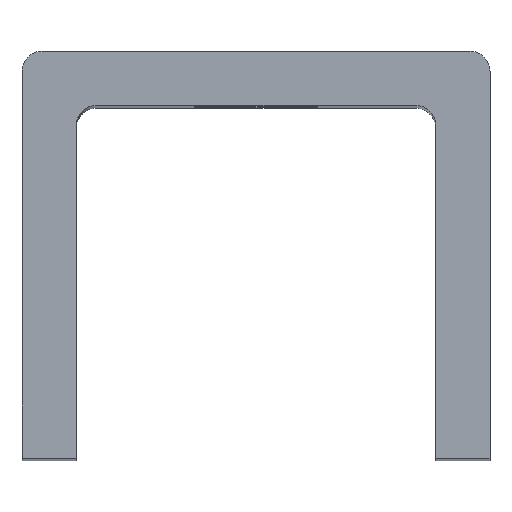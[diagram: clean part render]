
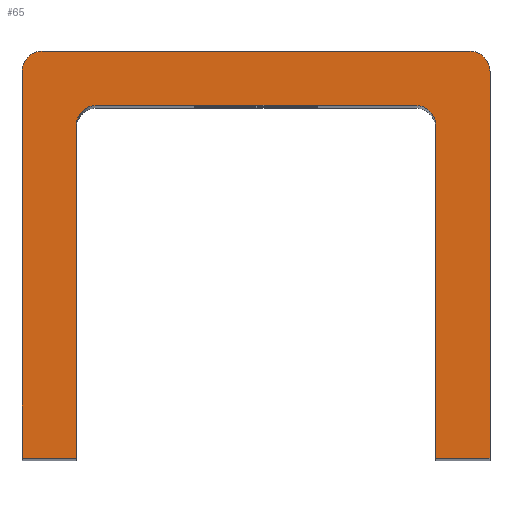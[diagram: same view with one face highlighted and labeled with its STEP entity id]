
A CAD part, top view. The second image highlights one B-rep face of the part: STEP entity #65.
In plain terms, the highlighted planar face has unit normal (0, 0, 1).
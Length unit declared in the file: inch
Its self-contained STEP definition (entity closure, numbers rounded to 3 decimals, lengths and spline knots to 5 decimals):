
#65=ADVANCED_FACE('',(#148),#149,.T.);
#148=FACE_OUTER_BOUND('',#289,.T.);
#149=PLANE('',#290);
#289=EDGE_LOOP('',(#504,#505,#506,#507,#508,#509,#510,#511,#512,#513,#514,#515));
#290=AXIS2_PLACEMENT_3D('',#516,#517,#518);
#504=ORIENTED_EDGE('',*,*,#733,.F.);
#505=ORIENTED_EDGE('',*,*,#734,.F.);
#506=ORIENTED_EDGE('',*,*,#735,.F.);
#507=ORIENTED_EDGE('',*,*,#736,.F.);
#508=ORIENTED_EDGE('',*,*,#737,.F.);
#509=ORIENTED_EDGE('',*,*,#738,.F.);
#510=ORIENTED_EDGE('',*,*,#708,.F.);
#511=ORIENTED_EDGE('',*,*,#739,.F.);
#512=ORIENTED_EDGE('',*,*,#740,.F.);
#513=ORIENTED_EDGE('',*,*,#741,.F.);
#514=ORIENTED_EDGE('',*,*,#723,.F.);
#515=ORIENTED_EDGE('',*,*,#742,.F.);
#516=CARTESIAN_POINT('',(1.07813,1.13048,7.25));
#517=DIRECTION('',(0.0,0.0,1.0));
#518=DIRECTION('',(1.0,0.0,0.0));
#708=EDGE_CURVE('',#823,#824,#825,.T.);
#723=EDGE_CURVE('',#850,#851,#852,.T.);
#733=EDGE_CURVE('',#868,#869,#870,.T.);
#734=EDGE_CURVE('',#871,#868,#872,.T.);
#735=EDGE_CURVE('',#873,#871,#874,.T.);
#736=EDGE_CURVE('',#875,#873,#876,.T.);
#737=EDGE_CURVE('',#877,#875,#878,.T.);
#738=EDGE_CURVE('',#824,#877,#879,.T.);
#739=EDGE_CURVE('',#880,#823,#881,.T.);
#740=EDGE_CURVE('',#882,#880,#883,.T.);
#741=EDGE_CURVE('',#851,#882,#884,.T.);
#742=EDGE_CURVE('',#869,#850,#885,.T.);
#823=VERTEX_POINT('',#994);
#824=VERTEX_POINT('',#995);
#825=B_SPLINE_CURVE_WITH_KNOTS('',3,(#996,#997,#998,#999),.UNSPECIFIED.,.F.,.F.,(4,4),(0.0,1.0),.UNSPECIFIED.);
#850=VERTEX_POINT('',#1061);
#851=VERTEX_POINT('',#1062);
#852=B_SPLINE_CURVE_WITH_KNOTS('',3,(#1063,#1064,#1065,#1066),.UNSPECIFIED.,.F.,.F.,(4,4),(0.0,1.0),.UNSPECIFIED.);
#868=VERTEX_POINT('',#1103);
#869=VERTEX_POINT('',#1104);
#870=B_SPLINE_CURVE_WITH_KNOTS('',3,(#1105,#1106,#1107,#1108),.UNSPECIFIED.,.F.,.F.,(4,4),(0.0,1.0),.UNSPECIFIED.);
#871=VERTEX_POINT('',#1109);
#872=LINE('',#1110,#1111);
#873=VERTEX_POINT('',#1112);
#874=LINE('',#1113,#1114);
#875=VERTEX_POINT('',#1115);
#876=LINE('',#1116,#1117);
#877=VERTEX_POINT('',#1118);
#878=B_SPLINE_CURVE_WITH_KNOTS('',3,(#1119,#1120,#1121,#1122),.UNSPECIFIED.,.F.,.F.,(4,4),(0.0,1.0),.UNSPECIFIED.);
#879=LINE('',#1123,#1124);
#880=VERTEX_POINT('',#1125);
#881=LINE('',#1126,#1127);
#882=VERTEX_POINT('',#1128);
#883=LINE('',#1129,#1130);
#884=LINE('',#1131,#1132);
#885=LINE('',#1133,#1134);
#994=CARTESIAN_POINT('',(0.0,1.78162,7.25));
#995=CARTESIAN_POINT('',(0.09353,1.87494,7.25));
#996=CARTESIAN_POINT('',(0.0,1.78162,7.25));
#997=CARTESIAN_POINT('',(0.0,1.83324,7.25));
#998=CARTESIAN_POINT('',(0.04191,1.87494,7.25));
#999=CARTESIAN_POINT('',(0.09353,1.87494,7.25));
#1061=CARTESIAN_POINT('',(0.34338,1.62509,7.25));
#1062=CARTESIAN_POINT('',(0.24985,1.53171,7.25));
#1063=CARTESIAN_POINT('',(0.34338,1.62509,7.25));
#1064=CARTESIAN_POINT('',(0.29176,1.62509,7.25));
#1065=CARTESIAN_POINT('',(0.24985,1.58333,7.25));
#1066=CARTESIAN_POINT('',(0.24985,1.53171,7.25));
#1103=CARTESIAN_POINT('',(1.90626,1.53186,7.25));
#1104=CARTESIAN_POINT('',(1.81273,1.6251,7.25));
#1105=CARTESIAN_POINT('',(1.90626,1.53186,7.25));
#1106=CARTESIAN_POINT('',(1.90626,1.58348,7.25));
#1107=CARTESIAN_POINT('',(1.86435,1.6251,7.25));
#1108=CARTESIAN_POINT('',(1.81273,1.6251,7.25));
#1109=CARTESIAN_POINT('',(1.90626,0.0,7.25));
#1110=CARTESIAN_POINT('',(1.90626,0.0,7.25));
#1111=VECTOR('',#1466,1.0);
#1112=CARTESIAN_POINT('',(2.1563,0.0,7.25));
#1113=CARTESIAN_POINT('',(2.1563,0.0,7.25));
#1114=VECTOR('',#1467,1.0);
#1115=CARTESIAN_POINT('',(2.1563,1.7816,7.25));
#1116=CARTESIAN_POINT('',(2.1563,1.7816,7.25));
#1117=VECTOR('',#1468,1.0);
#1118=CARTESIAN_POINT('',(2.06274,1.87494,7.25));
#1119=CARTESIAN_POINT('',(2.06274,1.87494,7.25));
#1120=CARTESIAN_POINT('',(2.11437,1.87494,7.25));
#1121=CARTESIAN_POINT('',(2.1563,1.83322,7.25));
#1122=CARTESIAN_POINT('',(2.1563,1.7816,7.25));
#1123=CARTESIAN_POINT('',(0.09353,1.87494,7.25));
#1124=VECTOR('',#1469,1.0);
#1125=CARTESIAN_POINT('',(0.0,0.0,7.25));
#1126=CARTESIAN_POINT('',(0.0,0.0,7.25));
#1127=VECTOR('',#1470,1.0);
#1128=CARTESIAN_POINT('',(0.2498,0.0,7.25));
#1129=CARTESIAN_POINT('',(0.2498,0.0,7.25));
#1130=VECTOR('',#1471,1.0);
#1131=CARTESIAN_POINT('',(0.24985,1.53171,7.25));
#1132=VECTOR('',#1472,1.0);
#1133=CARTESIAN_POINT('',(1.81273,1.6251,7.25));
#1134=VECTOR('',#1473,1.0);
#1466=DIRECTION('',(0.0,1.0,0.0));
#1467=DIRECTION('',(-1.0,0.0,0.0));
#1468=DIRECTION('',(0.0,-1.0,0.0));
#1469=DIRECTION('',(1.0,0.0,0.0));
#1470=DIRECTION('',(0.0,1.0,0.0));
#1471=DIRECTION('',(-1.0,0.0,0.0));
#1472=DIRECTION('',(0.,-1.,0.0));
#1473=DIRECTION('',(-1.,0.,0.0));
